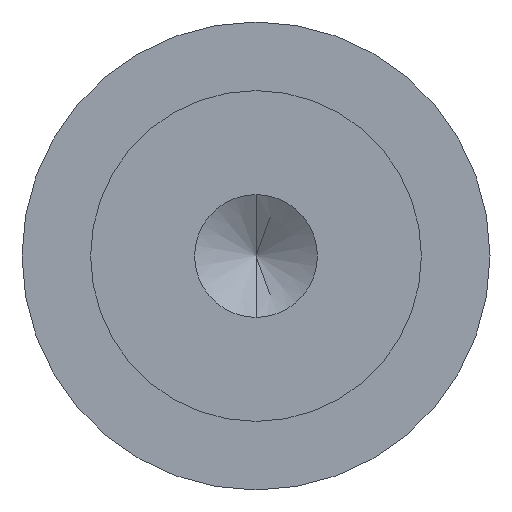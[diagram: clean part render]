
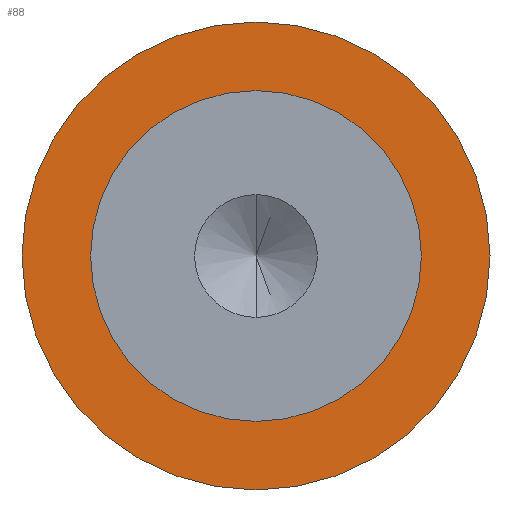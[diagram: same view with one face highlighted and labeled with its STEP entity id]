
A CAD part, left-side view. The second image highlights one B-rep face of the part: STEP entity #88.
In plain terms, the highlighted planar face has unit normal (-1, 0, 0).
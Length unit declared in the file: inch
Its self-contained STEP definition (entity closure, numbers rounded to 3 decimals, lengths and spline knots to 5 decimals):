
#5 = DIRECTION ( 'NONE',  ( -1., 0., 0. ) ) ;
#17 = VERTEX_POINT ( 'NONE', #576 ) ;
#36 = VERTEX_POINT ( 'NONE', #415 ) ;
#46 = CARTESIAN_POINT ( 'NONE',  ( -2.1655, 0., 0. ) ) ;
#51 = DIRECTION ( 'NONE',  ( 0., -1., 0. ) ) ;
#53 = EDGE_CURVE ( 'NONE', #402, #17, #426, .T. ) ;
#71 = CIRCLE ( 'NONE', #387, 0.375 ) ;
#88 = ADVANCED_FACE ( 'NONE', ( #339, #475 ), #514, .F. ) ;
#104 = VERTEX_POINT ( 'NONE', #231 ) ;
#114 = AXIS2_PLACEMENT_3D ( 'NONE', #482, #489, #328 ) ;
#135 = EDGE_CURVE ( 'NONE', #36, #104, #71, .T. ) ;
#166 = AXIS2_PLACEMENT_3D ( 'NONE', #317, #311, #321 ) ;
#180 = DIRECTION ( 'NONE',  ( 1., 0., 0. ) ) ;
#188 = CARTESIAN_POINT ( 'NONE',  ( -2.1655, 0., 0. ) ) ;
#222 = EDGE_CURVE ( 'NONE', #17, #402, #251, .T. ) ;
#231 = CARTESIAN_POINT ( 'NONE',  ( -2.1655, 0.375, 0. ) ) ;
#240 = DIRECTION ( 'NONE',  ( 0., 1., 0. ) ) ;
#242 = EDGE_LOOP ( 'NONE', ( #425, #373 ) ) ;
#251 = CIRCLE ( 'NONE', #581, 0.265 ) ;
#283 = ORIENTED_EDGE ( 'NONE', *, *, #53, .F. ) ;
#305 = DIRECTION ( 'NONE',  ( 1., 0., 0. ) ) ;
#311 = DIRECTION ( 'NONE',  ( -1., 0., 0. ) ) ;
#317 = CARTESIAN_POINT ( 'NONE',  ( -2.1655, 0., 0. ) ) ;
#321 = DIRECTION ( 'NONE',  ( 0., -1., 0. ) ) ;
#328 = DIRECTION ( 'NONE',  ( 0., 1., 0. ) ) ;
#339 = FACE_BOUND ( 'NONE', #385, .T. ) ;
#352 = EDGE_CURVE ( 'NONE', #104, #36, #504, .T. ) ;
#365 = CARTESIAN_POINT ( 'NONE',  ( -2.1655, -0.265, 0. ) ) ;
#373 = ORIENTED_EDGE ( 'NONE', *, *, #135, .F. ) ;
#385 = EDGE_LOOP ( 'NONE', ( #459, #283 ) ) ;
#387 = AXIS2_PLACEMENT_3D ( 'NONE', #188, #180, #240 ) ;
#402 = VERTEX_POINT ( 'NONE', #365 ) ;
#415 = CARTESIAN_POINT ( 'NONE',  ( -2.1655, -0.375, 0. ) ) ;
#425 = ORIENTED_EDGE ( 'NONE', *, *, #352, .F. ) ;
#426 = CIRCLE ( 'NONE', #166, 0.265 ) ;
#459 = ORIENTED_EDGE ( 'NONE', *, *, #222, .F. ) ;
#475 = FACE_OUTER_BOUND ( 'NONE', #242, .T. ) ;
#482 = CARTESIAN_POINT ( 'NONE',  ( -2.1655, 0., 0. ) ) ;
#489 = DIRECTION ( 'NONE',  ( 1., 0., 0. ) ) ;
#499 = CARTESIAN_POINT ( 'NONE',  ( -2.1655, 0., 0. ) ) ;
#504 = CIRCLE ( 'NONE', #516, 0.375 ) ;
#514 = PLANE ( 'NONE',  #114 ) ;
#516 = AXIS2_PLACEMENT_3D ( 'NONE', #499, #305, #659 ) ;
#576 = CARTESIAN_POINT ( 'NONE',  ( -2.1655, 0.265, 0. ) ) ;
#581 = AXIS2_PLACEMENT_3D ( 'NONE', #46, #5, #51 ) ;
#659 = DIRECTION ( 'NONE',  ( 0., 1., 0. ) ) ;
